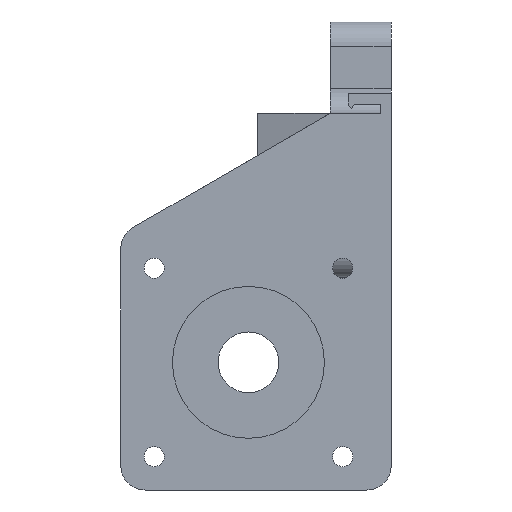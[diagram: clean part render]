
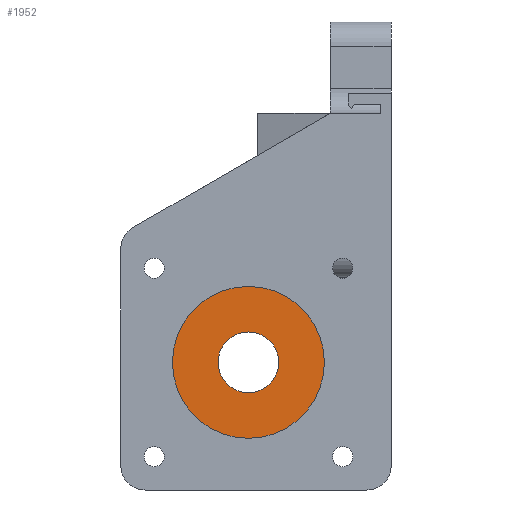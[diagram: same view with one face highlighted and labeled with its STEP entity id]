
A CAD part, front view. The second image highlights one B-rep face of the part: STEP entity #1952.
In plain terms, the highlighted planar face has unit normal (0, -1, 0).
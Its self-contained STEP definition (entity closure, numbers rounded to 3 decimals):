
#11 = ORIENTED_EDGE ( 'NONE', *, *, #2732, .T. ) ;
#60 = DIRECTION ( 'NONE',  ( 0., 0., -1. ) ) ;
#104 = AXIS2_PLACEMENT_3D ( 'NONE', #1714, #2820, #2616 ) ;
#125 = AXIS2_PLACEMENT_3D ( 'NONE', #712, #2013, #60 ) ;
#195 = DIRECTION ( 'NONE',  ( 0., -1., 0. ) ) ;
#312 = CARTESIAN_POINT ( 'NONE',  ( -13.5, -81.3, -30. ) ) ;
#400 = PLANE ( 'NONE',  #2282 ) ;
#433 = FACE_OUTER_BOUND ( 'NONE', #852, .T. ) ;
#617 = CIRCLE ( 'NONE', #125, 5. ) ;
#712 = CARTESIAN_POINT ( 'NONE',  ( -13.5, -81.3, -35. ) ) ;
#852 = EDGE_LOOP ( 'NONE', ( #1249, #11 ) ) ;
#894 = EDGE_CURVE ( 'NONE', #2050, #2830, #1341, .T. ) ;
#1075 = DIRECTION ( 'NONE',  ( 0., 0., -1. ) ) ;
#1249 = ORIENTED_EDGE ( 'NONE', *, *, #2570, .T. ) ;
#1304 = CARTESIAN_POINT ( 'NONE',  ( -13.5, -81.3, -35. ) ) ;
#1310 = DIRECTION ( 'NONE',  ( 0., -1., 0. ) ) ;
#1341 = CIRCLE ( 'NONE', #104, 5. ) ;
#1343 = ORIENTED_EDGE ( 'NONE', *, *, #1422, .F. ) ;
#1382 = VERTEX_POINT ( 'NONE', #1696 ) ;
#1422 = EDGE_CURVE ( 'NONE', #2830, #2050, #617, .T. ) ;
#1466 = CIRCLE ( 'NONE', #2659, 12.5 ) ;
#1573 = DIRECTION ( 'NONE',  ( 0., 0., -1. ) ) ;
#1608 = AXIS2_PLACEMENT_3D ( 'NONE', #2189, #1310, #1573 ) ;
#1649 = CIRCLE ( 'NONE', #1608, 12.5 ) ;
#1696 = CARTESIAN_POINT ( 'NONE',  ( -13.5, -81.3, -47.5 ) ) ;
#1714 = CARTESIAN_POINT ( 'NONE',  ( -13.5, -81.3, -35. ) ) ;
#1870 = CARTESIAN_POINT ( 'NONE',  ( -13.5, -81.3, -22.5 ) ) ;
#1952 = ADVANCED_FACE ( 'NONE', ( #2592, #433 ), #400, .T. ) ;
#2013 = DIRECTION ( 'NONE',  ( 0., -1., 0. ) ) ;
#2018 = CARTESIAN_POINT ( 'NONE',  ( -13.5, -81.3, -40. ) ) ;
#2050 = VERTEX_POINT ( 'NONE', #2018 ) ;
#2171 = VERTEX_POINT ( 'NONE', #1870 ) ;
#2189 = CARTESIAN_POINT ( 'NONE',  ( -13.5, -81.3, -35. ) ) ;
#2282 = AXIS2_PLACEMENT_3D ( 'NONE', #1304, #195, #1075 ) ;
#2365 = CARTESIAN_POINT ( 'NONE',  ( -13.5, -81.3, -35. ) ) ;
#2570 = EDGE_CURVE ( 'NONE', #1382, #2171, #1466, .T. ) ;
#2592 = FACE_BOUND ( 'NONE', #2674, .T. ) ;
#2616 = DIRECTION ( 'NONE',  ( 0., 0., -1. ) ) ;
#2659 = AXIS2_PLACEMENT_3D ( 'NONE', #2365, #2811, #2785 ) ;
#2674 = EDGE_LOOP ( 'NONE', ( #1343, #2704 ) ) ;
#2704 = ORIENTED_EDGE ( 'NONE', *, *, #894, .F. ) ;
#2732 = EDGE_CURVE ( 'NONE', #2171, #1382, #1649, .T. ) ;
#2785 = DIRECTION ( 'NONE',  ( 0., 0., -1. ) ) ;
#2811 = DIRECTION ( 'NONE',  ( 0., -1., 0. ) ) ;
#2820 = DIRECTION ( 'NONE',  ( 0., -1., 0. ) ) ;
#2830 = VERTEX_POINT ( 'NONE', #312 ) ;
